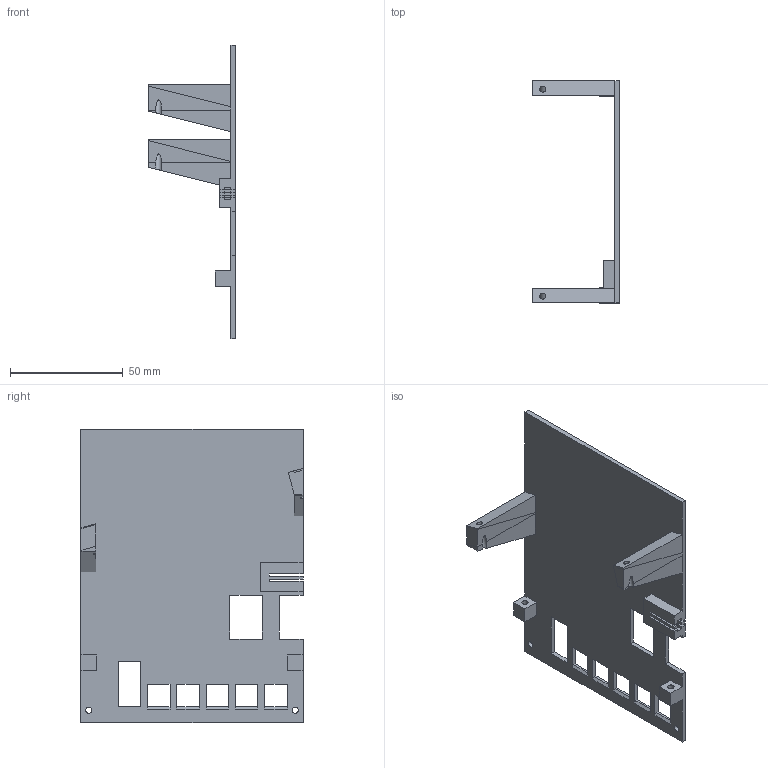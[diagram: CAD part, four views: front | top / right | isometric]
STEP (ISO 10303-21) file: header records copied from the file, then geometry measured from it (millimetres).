
FILE_DESCRIPTION(('Open CASCADE Model'),'2;1');
FILE_NAME('Open CASCADE Shape Model','2023-08-02T22:13:53',('Author'),( 'Open CASCADE'),'Open CASCADE STEP processor 7.7','Open CASCADE 7.7' ,'Unknown');
FILE_SCHEMA(('AUTOMOTIVE_DESIGN { 1 0 10303 214 1 1 1 1 }'));
Length unit declared in the file: millimetre
Products named in the file (1): Open CASCADE STEP translator 7.7 1
Bounding box: 38.5 x 98.5 x 130 mm (x, y, z)
Volume: 31130.6 mm3; surface area: 29245.9 mm2
Topology: 1 solids, 1 shells, 116 faces, 332 edges, 218 vertices
Faces by surface type: plane 110, cylinder 6
Full cylindrical faces by diameter (mm): 2.77 x6
Entity records: 3770 total; most frequent: CARTESIAN_POINT 667, ORIENTED_EDGE 664, DIRECTION 586, EDGE_CURVE 332, LINE 312, VECTOR 312, VERTEX_POINT 218, FACE_BOUND 138
